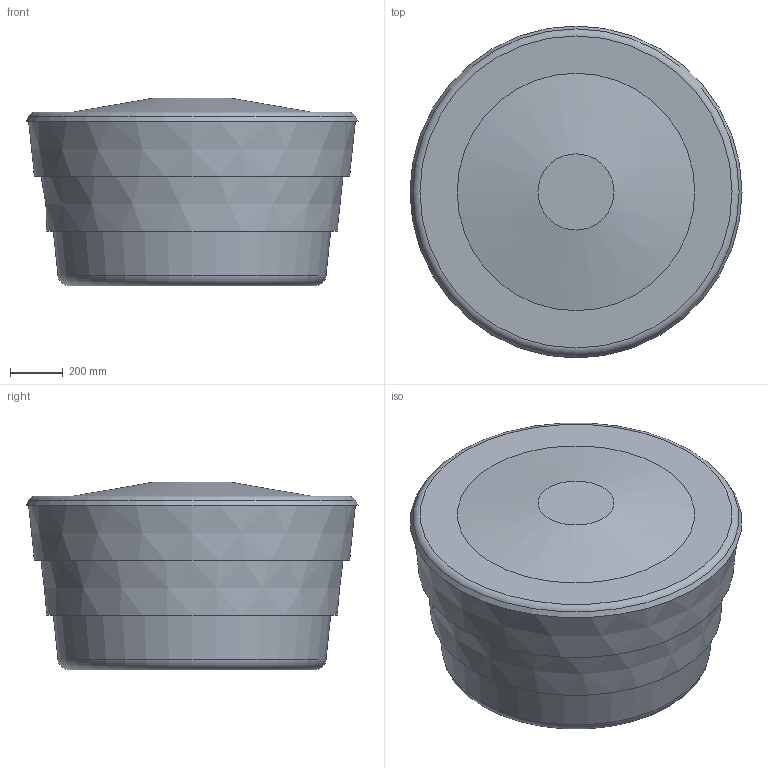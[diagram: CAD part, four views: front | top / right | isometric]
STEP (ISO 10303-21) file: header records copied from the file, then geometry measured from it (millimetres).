
FILE_DESCRIPTION(('FreeCAD Model'),'2;1');
FILE_NAME( 'Water tank 500L.step', '2016-10-19T16:42:45',('Author'),(''), 'Open CASCADE STEP processor 6.8','FreeCAD','Unknown');
FILE_SCHEMA(('AUTOMOTIVE_DESIGN_CC2 { 1 2 10303 214 -1 1 5 4 }'));
Length unit declared in the file: millimetre
Products named in the file (2): ASSEMBLY; Fillet001
Assembly tree (1 placements, depth 2):
  ASSEMBLY
    Fillet001
Bounding box: 1264 x 1264 x 715 mm (x, y, z)
Volume: 686947999.5 mm3; surface area: 4536313.7 mm2
Topology: 1 solids, 1 shells, 13 faces, 19 edges, 12 vertices
Faces by surface type: plane 6, cone 5, torus 2
Entity records: 577 total; most frequent: CARTESIAN_POINT 129, DIRECTION 81, ORIENTED_EDGE 38, PCURVE 38, DEFINITIONAL_REPRESENTATION 38, AXIS2_PLACEMENT_3D 29, EDGE_CURVE 19, CIRCLE 19
